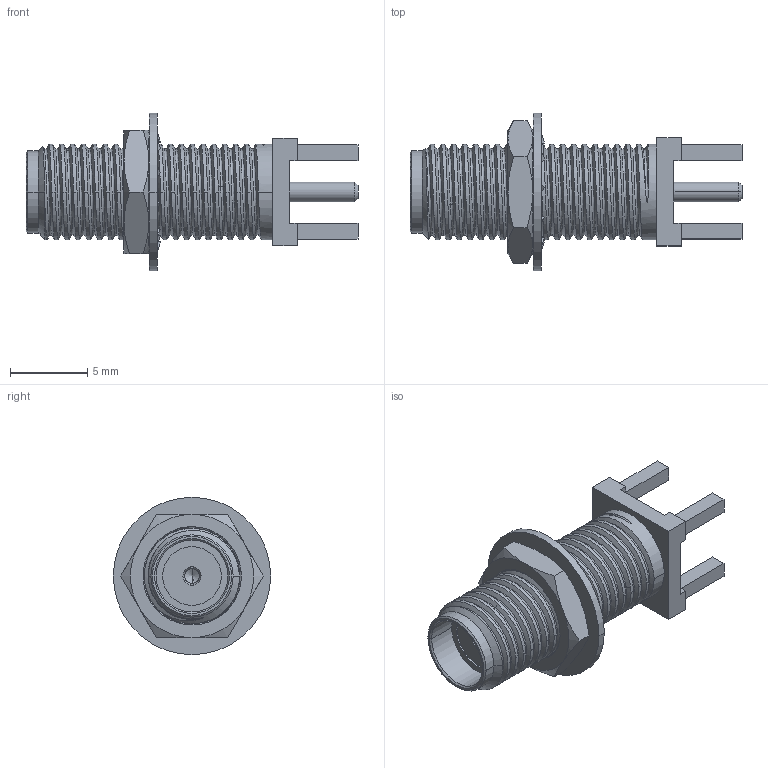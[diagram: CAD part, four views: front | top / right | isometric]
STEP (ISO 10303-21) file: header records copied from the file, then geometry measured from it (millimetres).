
FILE_DESCRIPTION((''),'2;1');
FILE_NAME('SMA6251A1-015-3GT50G-_SW0001','2019-11-28T',('Viji'),(''),'CREO PARAMETRIC BY PTC INC, 2018360','CREO PARAMETRIC BY PTC INC, 2018360','');
FILE_SCHEMA(('CONFIG_CONTROL_DESIGN'));
Length unit declared in the file: inch
Products named in the file (1): SMA6251A1-015-3GT50G-_SW0001
Bounding box: 21.52 x 10.2 x 10.2 mm (x, y, z)
Volume: 538.5 mm3; surface area: 893.1 mm2
Topology: 1 solids, 1 shells, 246 faces, 687 edges, 439 vertices
Faces by surface type: bspline 88, cylinder 78, plane 53, cone 27
Entity records: 18898 total; most frequent: CARTESIAN_POINT 13294, ORIENTED_EDGE 1370, DIRECTION 804, EDGE_CURVE 685, VERTEX_POINT 439, VECTOR 294, LINE 294, B_SPLINE_CURVE_WITH_KNOTS 294
